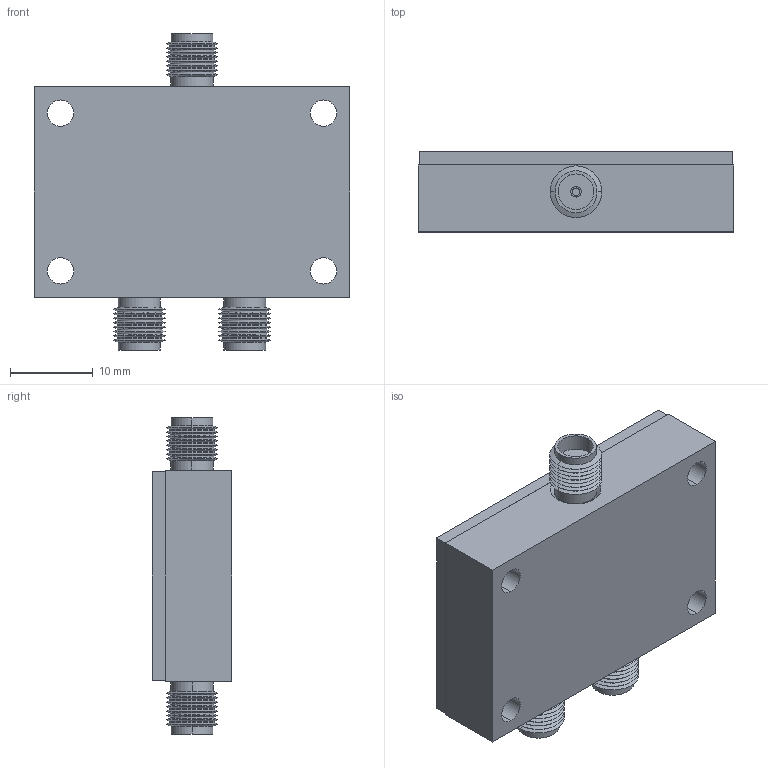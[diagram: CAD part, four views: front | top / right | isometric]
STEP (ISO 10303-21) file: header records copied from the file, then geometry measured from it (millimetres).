
FILE_DESCRIPTION (( 'STEP AP214' ), '1' );
FILE_NAME ('DMS 211_A.STEP', '2022-07-21T19:05:54', ( '' ), ( '' ), 'SwSTEP 2.0', 'SolidWorks 2021', '' );
FILE_SCHEMA (( 'AUTOMOTIVE_DESIGN' ));
Length unit declared in the file: inch
Products named in the file (1): DMS 211_A
Bounding box: 38.1 x 9.65 x 38.2 mm (x, y, z)
Volume: 9347.6 mm3; surface area: 7246.9 mm2
Topology: 11 solids, 11 shells, 871 faces, 2277 edges, 1464 vertices
Faces by surface type: cylinder 497, plane 238, cone 108, bspline 28
Entity records: 32416 total; most frequent: CARTESIAN_POINT 6227, DIRECTION 4969, ORIENTED_EDGE 4554, EDGE_CURVE 2277, AXIS2_PLACEMENT_3D 1910, VERTEX_POINT 1464, LINE 1149, VECTOR 1149
